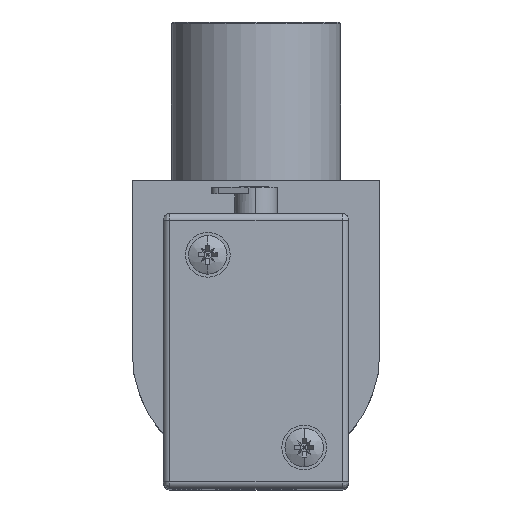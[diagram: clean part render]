
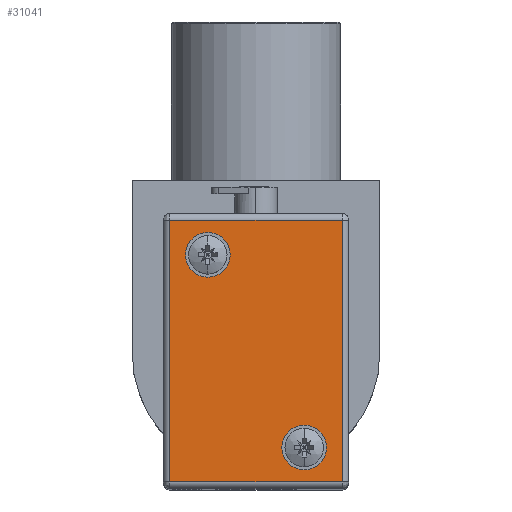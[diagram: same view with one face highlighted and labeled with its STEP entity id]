
A CAD part, top view. The second image highlights one B-rep face of the part: STEP entity #31041.
In plain terms, the highlighted planar face has unit normal (0, 0, 1).
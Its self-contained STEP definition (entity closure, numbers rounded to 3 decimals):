
#155 = VECTOR ( 'NONE', #11738, 1000. ) ;
#323 = DIRECTION ( 'NONE',  ( 1., 0., 0. ) ) ;
#435 = CIRCLE ( 'NONE', #25934, 3.25 ) ;
#1197 = LINE ( 'NONE', #26654, #34472 ) ;
#1288 = VERTEX_POINT ( 'NONE', #23615 ) ;
#1970 = ORIENTED_EDGE ( 'NONE', *, *, #2903, .F. ) ;
#2045 = VERTEX_POINT ( 'NONE', #8280 ) ;
#2903 = EDGE_CURVE ( 'NONE', #5920, #23581, #33748, .T. ) ;
#2960 = EDGE_LOOP ( 'NONE', ( #19658, #25518 ) ) ;
#2972 = VECTOR ( 'NONE', #14342, 1000. ) ;
#3095 = FACE_BOUND ( 'NONE', #38137, .T. ) ;
#3453 = ORIENTED_EDGE ( 'NONE', *, *, #13025, .F. ) ;
#3977 = LINE ( 'NONE', #39228, #2972 ) ;
#3979 = ORIENTED_EDGE ( 'NONE', *, *, #8072, .F. ) ;
#5567 = AXIS2_PLACEMENT_3D ( 'NONE', #8120, #29958, #11285 ) ;
#5920 = VERTEX_POINT ( 'NONE', #34477 ) ;
#7317 = VECTOR ( 'NONE', #32509, 1000. ) ;
#8072 = EDGE_CURVE ( 'NONE', #25068, #2045, #1197, .T. ) ;
#8120 = CARTESIAN_POINT ( 'NONE',  ( -92.183, 131.031, 50.789 ) ) ;
#8173 = DIRECTION ( 'NONE',  ( 0., 0., -1. ) ) ;
#8280 = CARTESIAN_POINT ( 'NONE',  ( -111.683, 126.031, 50.789 ) ) ;
#8588 = CARTESIAN_POINT ( 'NONE',  ( -86.683, 145.031, 50.789 ) ) ;
#9009 = CARTESIAN_POINT ( 'NONE',  ( -86.683, 126.031, 50.789 ) ) ;
#10134 = CARTESIAN_POINT ( 'NONE',  ( -111.683, 145.031, 50.789 ) ) ;
#10494 = FACE_BOUND ( 'NONE', #2960, .T. ) ;
#11285 = DIRECTION ( 'NONE',  ( 1., 0., 0. ) ) ;
#11507 = EDGE_CURVE ( 'NONE', #26539, #24101, #3977, .T. ) ;
#11738 = DIRECTION ( 'NONE',  ( 0., -1., 0. ) ) ;
#12594 = AXIS2_PLACEMENT_3D ( 'NONE', #20637, #8173, #30016 ) ;
#13025 = EDGE_CURVE ( 'NONE', #23581, #5920, #435, .T. ) ;
#14342 = DIRECTION ( 'NONE',  ( 1., 0., 0. ) ) ;
#15083 = DIRECTION ( 'NONE',  ( 0., 0., 1. ) ) ;
#18804 = FACE_OUTER_BOUND ( 'NONE', #26762, .T. ) ;
#19115 = DIRECTION ( 'NONE',  ( 0., 0., 1. ) ) ;
#19385 = CARTESIAN_POINT ( 'NONE',  ( -86.683, 164.031, 50.789 ) ) ;
#19658 = ORIENTED_EDGE ( 'NONE', *, *, #26129, .F. ) ;
#20637 = CARTESIAN_POINT ( 'NONE',  ( -99.183, 145.031, 50.789 ) ) ;
#21169 = ORIENTED_EDGE ( 'NONE', *, *, #11507, .F. ) ;
#21837 = CARTESIAN_POINT ( 'NONE',  ( -95.433, 131.031, 50.789 ) ) ;
#22885 = CARTESIAN_POINT ( 'NONE',  ( -111.683, 164.031, 50.789 ) ) ;
#23581 = VERTEX_POINT ( 'NONE', #25646 ) ;
#23590 = ORIENTED_EDGE ( 'NONE', *, *, #31092, .F. ) ;
#23615 = CARTESIAN_POINT ( 'NONE',  ( -88.933, 131.031, 50.789 ) ) ;
#23630 = PLANE ( 'NONE',  #12594 ) ;
#24101 = VERTEX_POINT ( 'NONE', #19385 ) ;
#25068 = VERTEX_POINT ( 'NONE', #9009 ) ;
#25150 = LINE ( 'NONE', #8588, #155 ) ;
#25518 = ORIENTED_EDGE ( 'NONE', *, *, #28323, .F. ) ;
#25646 = CARTESIAN_POINT ( 'NONE',  ( -102.933, 159.031, 50.789 ) ) ;
#25934 = AXIS2_PLACEMENT_3D ( 'NONE', #33754, #15083, #36874 ) ;
#26129 = EDGE_CURVE ( 'NONE', #1288, #38651, #30696, .T. ) ;
#26539 = VERTEX_POINT ( 'NONE', #22885 ) ;
#26654 = CARTESIAN_POINT ( 'NONE',  ( -99.183, 126.031, 50.789 ) ) ;
#26762 = EDGE_LOOP ( 'NONE', ( #3979, #23590, #21169, #33344 ) ) ;
#26789 = DIRECTION ( 'NONE',  ( -1., 0., 0. ) ) ;
#28323 = EDGE_CURVE ( 'NONE', #38651, #1288, #38794, .T. ) ;
#29958 = DIRECTION ( 'NONE',  ( 0., 0., 1. ) ) ;
#30016 = DIRECTION ( 'NONE',  ( -1., 0., 0. ) ) ;
#30696 = CIRCLE ( 'NONE', #5567, 3.25 ) ;
#31041 = ADVANCED_FACE ( 'NONE', ( #10494, #3095, #18804 ), #23630, .F. ) ;
#31051 = DIRECTION ( 'NONE',  ( 1., 0., 0. ) ) ;
#31092 = EDGE_CURVE ( 'NONE', #24101, #25068, #25150, .T. ) ;
#31128 = DIRECTION ( 'NONE',  ( 0., 0., 1. ) ) ;
#31184 = CARTESIAN_POINT ( 'NONE',  ( -106.183, 159.031, 50.789 ) ) ;
#32509 = DIRECTION ( 'NONE',  ( 0., 1., 0. ) ) ;
#33344 = ORIENTED_EDGE ( 'NONE', *, *, #34498, .F. ) ;
#33748 = CIRCLE ( 'NONE', #34210, 3.25 ) ;
#33754 = CARTESIAN_POINT ( 'NONE',  ( -106.183, 159.031, 50.789 ) ) ;
#34210 = AXIS2_PLACEMENT_3D ( 'NONE', #31184, #31128, #31051 ) ;
#34472 = VECTOR ( 'NONE', #26789, 1000. ) ;
#34477 = CARTESIAN_POINT ( 'NONE',  ( -109.433, 159.031, 50.789 ) ) ;
#34498 = EDGE_CURVE ( 'NONE', #2045, #26539, #39463, .T. ) ;
#35731 = AXIS2_PLACEMENT_3D ( 'NONE', #37739, #19115, #323 ) ;
#36874 = DIRECTION ( 'NONE',  ( 1., 0., 0. ) ) ;
#37739 = CARTESIAN_POINT ( 'NONE',  ( -92.183, 131.031, 50.789 ) ) ;
#38137 = EDGE_LOOP ( 'NONE', ( #3453, #1970 ) ) ;
#38651 = VERTEX_POINT ( 'NONE', #21837 ) ;
#38794 = CIRCLE ( 'NONE', #35731, 3.25 ) ;
#39228 = CARTESIAN_POINT ( 'NONE',  ( -99.183, 164.031, 50.789 ) ) ;
#39463 = LINE ( 'NONE', #10134, #7317 ) ;
